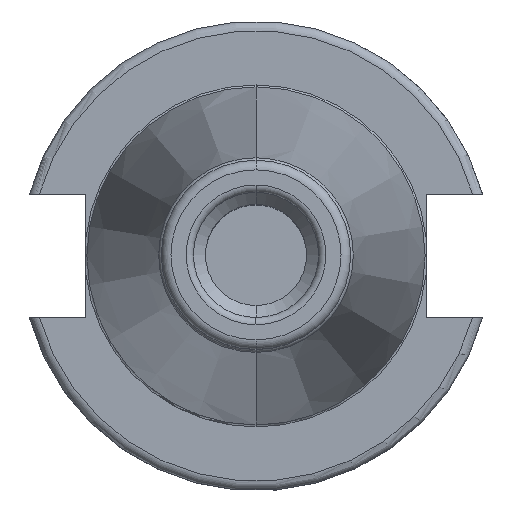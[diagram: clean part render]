
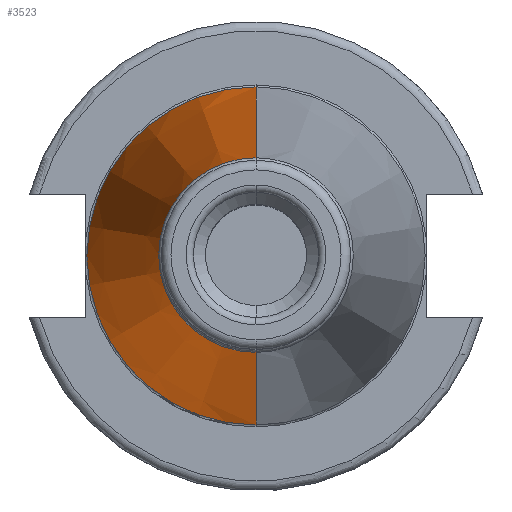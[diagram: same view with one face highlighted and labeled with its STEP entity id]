
A CAD part, top view. The second image highlights one B-rep face of the part: STEP entity #3523.
In plain terms, the highlighted conical face has half-angle 8.297 degrees and reference radius 27.65 mm.
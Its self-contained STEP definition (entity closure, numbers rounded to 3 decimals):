
#1300=DIRECTION('',(0,-0.144,0.99));
#1301=VECTOR('',#1300,103.254);
#1302=CARTESIAN_POINT('',(0,35.1,14));
#1303=LINE('',#1302,#1301);
#1304=DIRECTION('',(0,0.144,0.99));
#1305=VECTOR('',#1304,103.254);
#1306=CARTESIAN_POINT('',(0,-35.1,14));
#1307=LINE('',#1306,#1305);
#1308=CARTESIAN_POINT('',(0,0,14));
#1309=DIRECTION('',(0,0,1));
#1310=DIRECTION('',(0,1,0));
#1311=AXIS2_PLACEMENT_3D('',#1308,#1309,#1310);
#1333=CARTESIAN_POINT('',(0,0,116.173));
#1334=DIRECTION('',(0,0,1));
#1335=DIRECTION('',(0,1,0));
#1336=AXIS2_PLACEMENT_3D('',#1333,#1334,#1335);
#1675=CARTESIAN_POINT('',(0,35.1,14));
#1676=VERTEX_POINT('',#1675);
#1677=CARTESIAN_POINT('',(0,20.2,116.173));
#1678=VERTEX_POINT('',#1677);
#1715=CARTESIAN_POINT('',(0,-35.1,14));
#1716=VERTEX_POINT('',#1715);
#1717=CARTESIAN_POINT('',(0,-20.2,116.173));
#1718=VERTEX_POINT('',#1717);
#3509=CARTESIAN_POINT('',(0,0,65.087));
#3510=DIRECTION('',(0,0,-1));
#3511=DIRECTION('',(0,-1,0));
#3512=AXIS2_PLACEMENT_3D('',#3509,#3510,#3511);
#3513=CONICAL_SURFACE('',#3512,27.65,8.297);
#3515=ORIENTED_EDGE('',*,*,#3514,.T.);
#3517=ORIENTED_EDGE('',*,*,#3516,.T.);
#3519=ORIENTED_EDGE('',*,*,#3518,.F.);
#3520=ORIENTED_EDGE('',*,*,#3502,.F.);
#3521=EDGE_LOOP('',(#3515,#3517,#3519,#3520));
#3522=FACE_OUTER_BOUND('',#3521,.F.);
#3523=ADVANCED_FACE('',(#3522),#3513,.T.);
#1312=CIRCLE('',#1311,35.1);
#1337=CIRCLE('',#1336,20.2);
#3502=EDGE_CURVE('',#1676,#1716,#1312,.T.);
#3514=EDGE_CURVE('',#1676,#1678,#1303,.T.);
#3516=EDGE_CURVE('',#1678,#1718,#1337,.T.);
#3518=EDGE_CURVE('',#1716,#1718,#1307,.T.);
